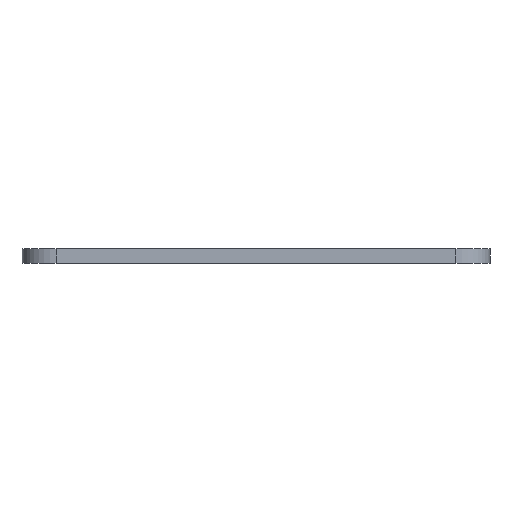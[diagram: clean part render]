
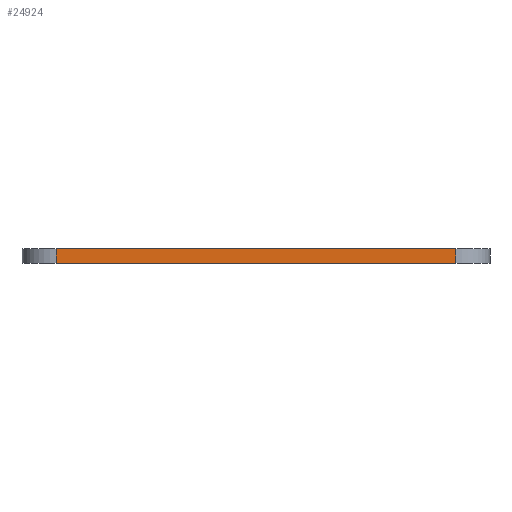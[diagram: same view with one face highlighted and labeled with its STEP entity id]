
A CAD part, front view. The second image highlights one B-rep face of the part: STEP entity #24924.
In plain terms, the highlighted planar face has unit normal (0, -1, 0).
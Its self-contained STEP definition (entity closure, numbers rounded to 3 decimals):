
#84 = PLANE('',#85);
#85 = AXIS2_PLACEMENT_3D('',#86,#87,#88);
#86 = CARTESIAN_POINT('',(148.501,-105.004,1.6));
#87 = DIRECTION('',(0.,0.,1.));
#88 = DIRECTION('',(1.,0.,0.));
#139 = PLANE('',#140);
#140 = AXIS2_PLACEMENT_3D('',#141,#142,#143);
#141 = CARTESIAN_POINT('',(148.501,-105.004,0.));
#142 = DIRECTION('',(0.,0.,1.));
#143 = DIRECTION('',(1.,0.,0.));
#270 = CYLINDRICAL_SURFACE('',#271,3.81);
#271 = AXIS2_PLACEMENT_3D('',#272,#273,#274);
#272 = CARTESIAN_POINT('',(126.149,-144.755,0.));
#273 = DIRECTION('',(0.,0.,-1.));
#274 = DIRECTION('',(1.,0.,0.));
#309 = VERTEX_POINT('',#310);
#310 = CARTESIAN_POINT('',(126.149,-148.565,0.));
#332 = EDGE_CURVE('',#309,#333,#335,.T.);
#333 = VERTEX_POINT('',#334);
#334 = CARTESIAN_POINT('',(170.853,-148.565,0.));
#335 = SURFACE_CURVE('',#336,(#340,#347),.PCURVE_S1.);
#336 = LINE('',#337,#338);
#337 = CARTESIAN_POINT('',(126.149,-148.565,0.));
#338 = VECTOR('',#339,1.);
#339 = DIRECTION('',(1.,0.,0.));
#340 = PCURVE('',#139,#341);
#341 = DEFINITIONAL_REPRESENTATION('',(#342),#346);
#342 = LINE('',#343,#344);
#343 = CARTESIAN_POINT('',(-22.352,-43.561));
#344 = VECTOR('',#345,1.);
#345 = DIRECTION('',(1.,0.));
#346 = ( GEOMETRIC_REPRESENTATION_CONTEXT(2) 
PARAMETRIC_REPRESENTATION_CONTEXT() REPRESENTATION_CONTEXT('2D SPACE',''
  ) );
#347 = PCURVE('',#348,#353);
#348 = PLANE('',#349);
#349 = AXIS2_PLACEMENT_3D('',#350,#351,#352);
#350 = CARTESIAN_POINT('',(126.149,-148.565,0.));
#351 = DIRECTION('',(0.,1.,0.));
#352 = DIRECTION('',(1.,0.,0.));
#353 = DEFINITIONAL_REPRESENTATION('',(#354),#358);
#354 = LINE('',#355,#356);
#355 = CARTESIAN_POINT('',(0.,0.));
#356 = VECTOR('',#357,1.);
#357 = DIRECTION('',(1.,0.));
#358 = ( GEOMETRIC_REPRESENTATION_CONTEXT(2) 
PARAMETRIC_REPRESENTATION_CONTEXT() REPRESENTATION_CONTEXT('2D SPACE',''
  ) );
#377 = CYLINDRICAL_SURFACE('',#378,3.81);
#378 = AXIS2_PLACEMENT_3D('',#379,#380,#381);
#379 = CARTESIAN_POINT('',(170.853,-144.755,0.));
#380 = DIRECTION('',(0.,0.,-1.));
#381 = DIRECTION('',(1.,0.,0.));
#13652 = VERTEX_POINT('',#13653);
#13653 = CARTESIAN_POINT('',(126.149,-148.565,1.6));
#13675 = EDGE_CURVE('',#13652,#13676,#13678,.T.);
#13676 = VERTEX_POINT('',#13677);
#13677 = CARTESIAN_POINT('',(170.853,-148.565,1.6));
#13678 = SURFACE_CURVE('',#13679,(#13683,#13690),.PCURVE_S1.);
#13679 = LINE('',#13680,#13681);
#13680 = CARTESIAN_POINT('',(126.149,-148.565,1.6));
#13681 = VECTOR('',#13682,1.);
#13682 = DIRECTION('',(1.,0.,0.));
#13683 = PCURVE('',#84,#13684);
#13684 = DEFINITIONAL_REPRESENTATION('',(#13685),#13689);
#13685 = LINE('',#13686,#13687);
#13686 = CARTESIAN_POINT('',(-22.352,-43.561));
#13687 = VECTOR('',#13688,1.);
#13688 = DIRECTION('',(1.,0.));
#13689 = ( GEOMETRIC_REPRESENTATION_CONTEXT(2) 
PARAMETRIC_REPRESENTATION_CONTEXT() REPRESENTATION_CONTEXT('2D SPACE',''
  ) );
#13690 = PCURVE('',#348,#13691);
#13691 = DEFINITIONAL_REPRESENTATION('',(#13692),#13696);
#13692 = LINE('',#13693,#13694);
#13693 = CARTESIAN_POINT('',(0.,-1.6));
#13694 = VECTOR('',#13695,1.);
#13695 = DIRECTION('',(1.,0.));
#13696 = ( GEOMETRIC_REPRESENTATION_CONTEXT(2) 
PARAMETRIC_REPRESENTATION_CONTEXT() REPRESENTATION_CONTEXT('2D SPACE',''
  ) );
#24876 = EDGE_CURVE('',#309,#13652,#24877,.T.);
#24877 = SURFACE_CURVE('',#24878,(#24882,#24889),.PCURVE_S1.);
#24878 = LINE('',#24879,#24880);
#24879 = CARTESIAN_POINT('',(126.149,-148.565,0.));
#24880 = VECTOR('',#24881,1.);
#24881 = DIRECTION('',(0.,0.,1.));
#24882 = PCURVE('',#270,#24883);
#24883 = DEFINITIONAL_REPRESENTATION('',(#24884),#24888);
#24884 = LINE('',#24885,#24886);
#24885 = CARTESIAN_POINT('',(-4.712,0.));
#24886 = VECTOR('',#24887,1.);
#24887 = DIRECTION('',(0.,-1.));
#24888 = ( GEOMETRIC_REPRESENTATION_CONTEXT(2) 
PARAMETRIC_REPRESENTATION_CONTEXT() REPRESENTATION_CONTEXT('2D SPACE',''
  ) );
#24889 = PCURVE('',#348,#24890);
#24890 = DEFINITIONAL_REPRESENTATION('',(#24891),#24895);
#24891 = LINE('',#24892,#24893);
#24892 = CARTESIAN_POINT('',(0.,0.));
#24893 = VECTOR('',#24894,1.);
#24894 = DIRECTION('',(0.,-1.));
#24895 = ( GEOMETRIC_REPRESENTATION_CONTEXT(2) 
PARAMETRIC_REPRESENTATION_CONTEXT() REPRESENTATION_CONTEXT('2D SPACE',''
  ) );
#24924 = ADVANCED_FACE('',(#24925),#348,.F.);
#24925 = FACE_BOUND('',#24926,.F.);
#24926 = EDGE_LOOP('',(#24927,#24928,#24929,#24950));
#24927 = ORIENTED_EDGE('',*,*,#24876,.T.);
#24928 = ORIENTED_EDGE('',*,*,#13675,.T.);
#24929 = ORIENTED_EDGE('',*,*,#24930,.F.);
#24930 = EDGE_CURVE('',#333,#13676,#24931,.T.);
#24931 = SURFACE_CURVE('',#24932,(#24936,#24943),.PCURVE_S1.);
#24932 = LINE('',#24933,#24934);
#24933 = CARTESIAN_POINT('',(170.853,-148.565,0.));
#24934 = VECTOR('',#24935,1.);
#24935 = DIRECTION('',(0.,0.,1.));
#24936 = PCURVE('',#348,#24937);
#24937 = DEFINITIONAL_REPRESENTATION('',(#24938),#24942);
#24938 = LINE('',#24939,#24940);
#24939 = CARTESIAN_POINT('',(44.704,0.));
#24940 = VECTOR('',#24941,1.);
#24941 = DIRECTION('',(0.,-1.));
#24942 = ( GEOMETRIC_REPRESENTATION_CONTEXT(2) 
PARAMETRIC_REPRESENTATION_CONTEXT() REPRESENTATION_CONTEXT('2D SPACE',''
  ) );
#24943 = PCURVE('',#377,#24944);
#24944 = DEFINITIONAL_REPRESENTATION('',(#24945),#24949);
#24945 = LINE('',#24946,#24947);
#24946 = CARTESIAN_POINT('',(-4.712,0.));
#24947 = VECTOR('',#24948,1.);
#24948 = DIRECTION('',(0.,-1.));
#24949 = ( GEOMETRIC_REPRESENTATION_CONTEXT(2) 
PARAMETRIC_REPRESENTATION_CONTEXT() REPRESENTATION_CONTEXT('2D SPACE',''
  ) );
#24950 = ORIENTED_EDGE('',*,*,#332,.F.);
